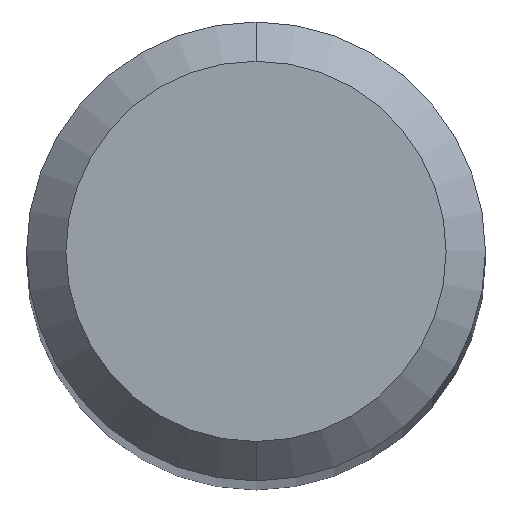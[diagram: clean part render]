
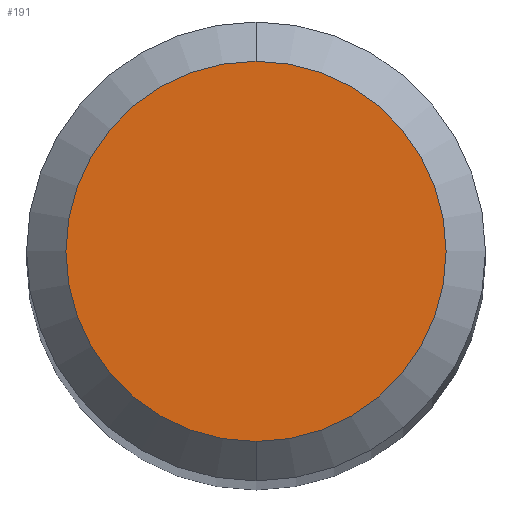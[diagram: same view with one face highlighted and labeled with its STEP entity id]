
A CAD part, top view. The second image highlights one B-rep face of the part: STEP entity #191.
In plain terms, the highlighted planar face has unit normal (0, 0, 1).
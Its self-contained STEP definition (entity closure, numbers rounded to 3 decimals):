
#191=ADVANCED_FACE('',(#431),#432,.T.);
#213=EDGE_CURVE('',#245,#309,#456,.T.);
#245=VERTEX_POINT('',#490);
#289=EDGE_CURVE('',#309,#245,#541,.T.);
#309=VERTEX_POINT('',#564);
#431=FACE_OUTER_BOUND('',#698,.T.);
#432=PLANE('',#699);
#456=CIRCLE('',#733,1.45);
#490=CARTESIAN_POINT('',(0.,-1.45,0.0));
#541=CIRCLE('',#841,1.45);
#564=CARTESIAN_POINT('',(0.0,1.45,0.0));
#698=EDGE_LOOP('',(#1019,#1020));
#699=AXIS2_PLACEMENT_3D('',#1021,#1022,#1023);
#733=AXIS2_PLACEMENT_3D('',#1052,#1053,#1054);
#841=AXIS2_PLACEMENT_3D('',#1160,#1161,#1162);
#1019=ORIENTED_EDGE('',*,*,#289,.F.);
#1020=ORIENTED_EDGE('',*,*,#213,.F.);
#1021=CARTESIAN_POINT('',(0.0,0.725,0.0));
#1022=DIRECTION('',(-0.0,0.0,1.0));
#1023=DIRECTION('',(0.0,-1.0,0.0));
#1052=CARTESIAN_POINT('',(0.0,0.0,0.0));
#1053=DIRECTION('',(0.0,0.0,-1.0));
#1054=DIRECTION('',(0.0,1.0,0.0));
#1160=CARTESIAN_POINT('',(0.0,0.0,0.0));
#1161=DIRECTION('',(0.0,0.0,-1.0));
#1162=DIRECTION('',(0.0,1.0,0.0));
